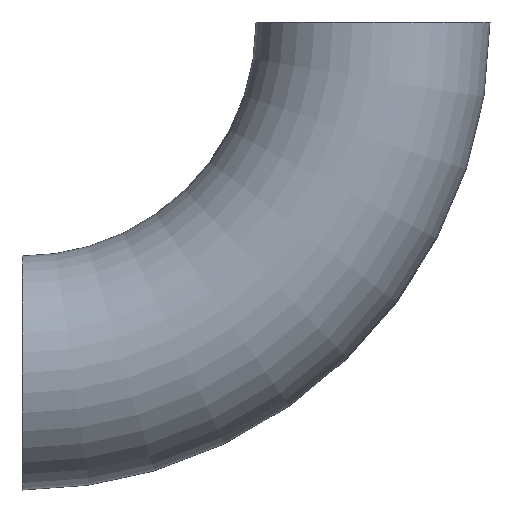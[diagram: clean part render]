
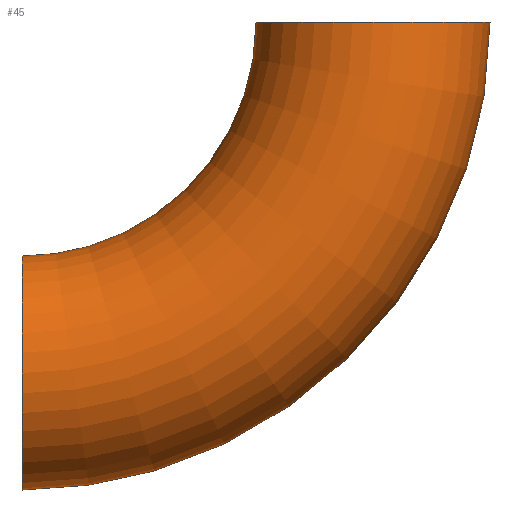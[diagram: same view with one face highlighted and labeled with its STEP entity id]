
A CAD part, front view. The second image highlights one B-rep face of the part: STEP entity #45.
In plain terms, the highlighted toroidal (fillet/blend) face has major radius 762 mm and minor radius 254 mm.
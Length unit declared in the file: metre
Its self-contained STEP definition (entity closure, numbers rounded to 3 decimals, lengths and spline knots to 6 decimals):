
#4 = CARTESIAN_POINT('NONE', (1.016, 0, -0));
#5 = VERTEX_POINT('NONE', #4);
#6 = CARTESIAN_POINT('NONE', (0., 0, -1.016));
#7 = VERTEX_POINT('NONE', #6);
#13 = DIRECTION('NONE', (0, 0, -1));
#14 = DIRECTION('NONE', (1, 0, 0));
#15 = CARTESIAN_POINT('NONE', (0, 0, -0.762));
#16 = AXIS2_PLACEMENT_3D('NONE', #15, #14, #13);
#17 = CIRCLE('NONE', #16, 0.254);
#18 = DIRECTION('NONE', (1, 0, -0));
#19 = DIRECTION('NONE', (0, 0, -1));
#20 = CARTESIAN_POINT('NONE', (0.762, 0, -0));
#21 = AXIS2_PLACEMENT_3D('NONE', #20, #19, #18);
#22 = CIRCLE('NONE', #21, 0.254);
#24 = EDGE_CURVE('NONE', #7, #7, #17, .T.);
#25 = EDGE_CURVE('NONE', #5, #5, #22, .T.);
#26 = CARTESIAN_POINT('NONE', (0, 0, -0));
#27 = DIRECTION('NONE', (0, 1, 0));
#28 = DIRECTION('NONE', (1, 0, -0));
#29 = AXIS2_PLACEMENT_3D('NONE', #26, #27, #28);
#30 = TOROIDAL_SURFACE('NONE', #29, 0.762, 0.254);
#39 = ORIENTED_EDGE('NONE', *, *, #24, .T.);
#40 = ORIENTED_EDGE('NONE', *, *, #25, .T.);
#41 = EDGE_LOOP('NONE', (#39));
#42 = FACE_BOUND('NONE', #41, .T.);
#43 = EDGE_LOOP('NONE', (#40));
#44 = FACE_BOUND('NONE', #43, .T.);
#45 = ADVANCED_FACE('NONE', (#42, #44), #30, .T.);
